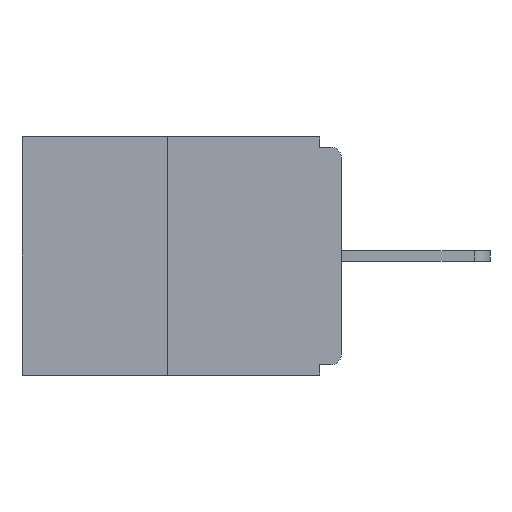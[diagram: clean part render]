
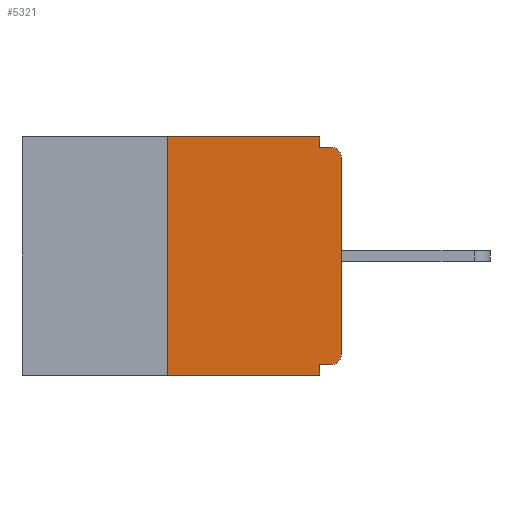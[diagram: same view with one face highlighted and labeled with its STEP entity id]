
A CAD part, left-side view. The second image highlights one B-rep face of the part: STEP entity #5321.
In plain terms, the highlighted planar face has unit normal (-1, 0, 0).
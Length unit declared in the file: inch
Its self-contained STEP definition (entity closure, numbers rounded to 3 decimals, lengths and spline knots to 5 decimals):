
#166 = VERTEX_POINT ( 'NONE', #8549 ) ;
#290 = VERTEX_POINT ( 'NONE', #8441 ) ;
#599 = VERTEX_POINT ( 'NONE', #9268 ) ;
#610 = CARTESIAN_POINT ( 'NONE',  ( 0., 0., -0.313 ) ) ;
#616 = EDGE_CURVE ( 'NONE', #3771, #3070, #6030, .T. ) ;
#738 = LINE ( 'NONE', #9706, #7579 ) ;
#772 = CARTESIAN_POINT ( 'NONE',  ( 0., 0.015, -0.328 ) ) ;
#1491 = EDGE_LOOP ( 'NONE', ( #10470, #10530, #10539, #10567, #10597, #10612, #10622, #10632, #10639, #10667 ) ) ;
#1494 = CARTESIAN_POINT ( 'NONE',  ( 0., 0.46, 0. ) ) ;
#1529 = DIRECTION ( 'NONE',  ( 0., 0., -1. ) ) ;
#1583 = DIRECTION ( 'NONE',  ( -1., 0., 0. ) ) ;
#1584 = VERTEX_POINT ( 'NONE', #4143 ) ;
#1646 = EDGE_CURVE ( 'NONE', #3408, #599, #2433, .T. ) ;
#1682 = VECTOR ( 'NONE', #7771, 39.37008 ) ;
#1714 = CARTESIAN_POINT ( 'NONE',  ( 0., 0.25, -0.343 ) ) ;
#2247 = DIRECTION ( 'NONE',  ( 0., 1., 0. ) ) ;
#2373 = VECTOR ( 'NONE', #2694, 39.37008 ) ;
#2433 = LINE ( 'NONE', #8600, #2373 ) ;
#2435 = EDGE_CURVE ( 'NONE', #7538, #3771, #5298, .T. ) ;
#2613 = VECTOR ( 'NONE', #8760, 39.37008 ) ;
#2669 = EDGE_CURVE ( 'NONE', #7538, #1584, #4897, .T. ) ;
#2694 = DIRECTION ( 'NONE',  ( 0., -1., 0. ) ) ;
#2823 = DIRECTION ( 'NONE',  ( 0., 0., -1. ) ) ;
#3070 = VERTEX_POINT ( 'NONE', #3910 ) ;
#3086 = CARTESIAN_POINT ( 'NONE',  ( 0., 0., -0.328 ) ) ;
#3166 = LINE ( 'NONE', #9373, #11409 ) ;
#3408 = VERTEX_POINT ( 'NONE', #5753 ) ;
#3518 = DIRECTION ( 'NONE',  ( 0., 0., -1. ) ) ;
#3692 = EDGE_CURVE ( 'NONE', #3070, #599, #4617, .T. ) ;
#3771 = VERTEX_POINT ( 'NONE', #610 ) ;
#3910 = CARTESIAN_POINT ( 'NONE',  ( 0., 0., -0.03 ) ) ;
#3984 = EDGE_CURVE ( 'NONE', #8812, #290, #7621, .T. ) ;
#4084 = EDGE_CURVE ( 'NONE', #8812, #166, #4881, .T. ) ;
#4143 = CARTESIAN_POINT ( 'NONE',  ( 0., 0.031, -0.328 ) ) ;
#4299 = VECTOR ( 'NONE', #9136, 39.37008 ) ;
#4460 = DIRECTION ( 'NONE',  ( 1., 0., 0. ) ) ;
#4513 = EDGE_CURVE ( 'NONE', #1584, #166, #4591, .T. ) ;
#4591 = LINE ( 'NONE', #6519, #1682 ) ;
#4617 = CIRCLE ( 'NONE', #7560, 0.015 ) ;
#4798 = DIRECTION ( 'NONE',  ( 0., 0., 1. ) ) ;
#4872 = CARTESIAN_POINT ( 'NONE',  ( 0., 0., 0. ) ) ;
#4881 = LINE ( 'NONE', #9389, #4299 ) ;
#4897 = LINE ( 'NONE', #3086, #8985 ) ;
#5298 = CIRCLE ( 'NONE', #6722, 0.015 ) ;
#5321 = ADVANCED_FACE ( 'NONE', ( #8426 ), #9358, .F. ) ;
#5489 = CARTESIAN_POINT ( 'NONE',  ( 0., 0.25, 0. ) ) ;
#5677 = EDGE_CURVE ( 'NONE', #290, #9741, #738, .T. ) ;
#5753 = CARTESIAN_POINT ( 'NONE',  ( 0., 0.031, -0.015 ) ) ;
#6008 = VECTOR ( 'NONE', #4798, 39.37008 ) ;
#6030 = LINE ( 'NONE', #4872, #6008 ) ;
#6391 = CARTESIAN_POINT ( 'NONE',  ( 0., 0.015, -0.313 ) ) ;
#6443 = DIRECTION ( 'NONE',  ( -1., 0., 0. ) ) ;
#6517 = EDGE_CURVE ( 'NONE', #9741, #3408, #3166, .T. ) ;
#6519 = CARTESIAN_POINT ( 'NONE',  ( 0., 0.031, -0.343 ) ) ;
#6722 = AXIS2_PLACEMENT_3D ( 'NONE', #6391, #6443, #2823 ) ;
#7538 = VERTEX_POINT ( 'NONE', #772 ) ;
#7560 = AXIS2_PLACEMENT_3D ( 'NONE', #10897, #1583, #1529 ) ;
#7579 = VECTOR ( 'NONE', #10497, 39.37008 ) ;
#7621 = LINE ( 'NONE', #5489, #2613 ) ;
#7771 = DIRECTION ( 'NONE',  ( 0., 0., -1. ) ) ;
#8426 = FACE_OUTER_BOUND ( 'NONE', #1491, .T. ) ;
#8441 = CARTESIAN_POINT ( 'NONE',  ( 0., 0.25, 0. ) ) ;
#8549 = CARTESIAN_POINT ( 'NONE',  ( 0., 0.031, -0.343 ) ) ;
#8600 = CARTESIAN_POINT ( 'NONE',  ( 0., 0., -0.015 ) ) ;
#8760 = DIRECTION ( 'NONE',  ( 0., 0., 1. ) ) ;
#8812 = VERTEX_POINT ( 'NONE', #1714 ) ;
#8985 = VECTOR ( 'NONE', #2247, 39.37008 ) ;
#9019 = AXIS2_PLACEMENT_3D ( 'NONE', #1494, #4460, #10170 ) ;
#9136 = DIRECTION ( 'NONE',  ( 0., -1., 0. ) ) ;
#9268 = CARTESIAN_POINT ( 'NONE',  ( 0., 0.015, -0.015 ) ) ;
#9358 = PLANE ( 'NONE',  #9019 ) ;
#9373 = CARTESIAN_POINT ( 'NONE',  ( 0., 0.031, 0. ) ) ;
#9389 = CARTESIAN_POINT ( 'NONE',  ( 0., 0.46, -0.343 ) ) ;
#9706 = CARTESIAN_POINT ( 'NONE',  ( 0., 0.46, 0. ) ) ;
#9741 = VERTEX_POINT ( 'NONE', #10987 ) ;
#10170 = DIRECTION ( 'NONE',  ( 0., 0., -1. ) ) ;
#10470 = ORIENTED_EDGE ( 'NONE', *, *, #5677, .F. ) ;
#10497 = DIRECTION ( 'NONE',  ( 0., -1., 0. ) ) ;
#10530 = ORIENTED_EDGE ( 'NONE', *, *, #3984, .F. ) ;
#10539 = ORIENTED_EDGE ( 'NONE', *, *, #4084, .T. ) ;
#10567 = ORIENTED_EDGE ( 'NONE', *, *, #4513, .F. ) ;
#10597 = ORIENTED_EDGE ( 'NONE', *, *, #2669, .F. ) ;
#10612 = ORIENTED_EDGE ( 'NONE', *, *, #2435, .T. ) ;
#10622 = ORIENTED_EDGE ( 'NONE', *, *, #616, .T. ) ;
#10632 = ORIENTED_EDGE ( 'NONE', *, *, #3692, .T. ) ;
#10639 = ORIENTED_EDGE ( 'NONE', *, *, #1646, .F. ) ;
#10667 = ORIENTED_EDGE ( 'NONE', *, *, #6517, .F. ) ;
#10897 = CARTESIAN_POINT ( 'NONE',  ( 0., 0.015, -0.03 ) ) ;
#10987 = CARTESIAN_POINT ( 'NONE',  ( 0., 0.031, 0. ) ) ;
#11409 = VECTOR ( 'NONE', #3518, 39.37008 ) ;
